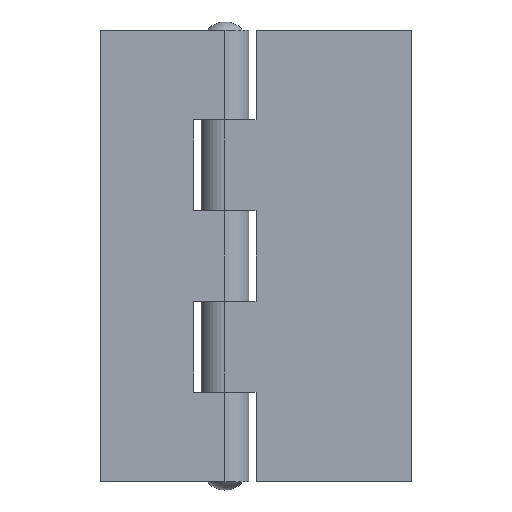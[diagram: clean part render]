
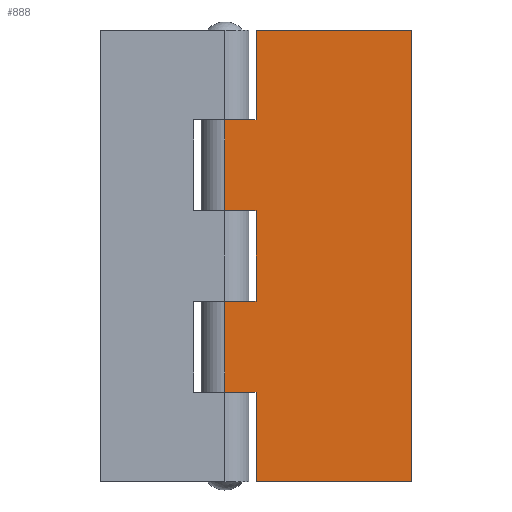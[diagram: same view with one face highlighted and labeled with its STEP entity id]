
A CAD part, front view. The second image highlights one B-rep face of the part: STEP entity #888.
In plain terms, the highlighted planar face has unit normal (0, -1, 0).
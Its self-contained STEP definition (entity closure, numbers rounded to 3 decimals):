
#780 = VERTEX_POINT ( 'NONE', #1213 ) ;
#781 = EDGE_CURVE ( 'NONE', #786, #780, #1212, .T. ) ;
#786 = VERTEX_POINT ( 'NONE', #1208 ) ;
#798 = EDGE_CURVE ( 'NONE', #800, #804, #1247, .T. ) ;
#800 = VERTEX_POINT ( 'NONE', #1237 ) ;
#804 = VERTEX_POINT ( 'NONE', #1289 ) ;
#867 = ORIENTED_EDGE ( 'NONE', *, *, #868, .T. ) ;
#868 = EDGE_CURVE ( 'NONE', #944, #869, #1385, .T. ) ;
#869 = VERTEX_POINT ( 'NONE', #1381 ) ;
#870 = ORIENTED_EDGE ( 'NONE', *, *, #882, .F. ) ;
#882 = EDGE_CURVE ( 'NONE', #971, #883, #1364, .T. ) ;
#883 = VERTEX_POINT ( 'NONE', #1360 ) ;
#885 = EDGE_CURVE ( 'NONE', #971, #886, #1421, .T. ) ;
#886 = VERTEX_POINT ( 'NONE', #1417 ) ;
#887 = EDGE_LOOP ( 'NONE', ( #889, #936, #945, #942, #867, #1717, #1719, #1720, #1723, #1725, #1716, #870 ) ) ;
#888 = ADVANCED_FACE ( 'NONE', ( #1416 ), #1415, .F. ) ;
#889 = ORIENTED_EDGE ( 'NONE', *, *, #885, .T. ) ;
#918 = EDGE_CURVE ( 'NONE', #919, #920, #1426, .T. ) ;
#919 = VERTEX_POINT ( 'NONE', #1482 ) ;
#920 = VERTEX_POINT ( 'NONE', #1481 ) ;
#936 = ORIENTED_EDGE ( 'NONE', *, *, #946, .T. ) ;
#942 = ORIENTED_EDGE ( 'NONE', *, *, #943, .T. ) ;
#943 = EDGE_CURVE ( 'NONE', #804, #944, #1515, .T. ) ;
#944 = VERTEX_POINT ( 'NONE', #1511 ) ;
#945 = ORIENTED_EDGE ( 'NONE', *, *, #798, .T. ) ;
#946 = EDGE_CURVE ( 'NONE', #886, #800, #1510, .T. ) ;
#971 = VERTEX_POINT ( 'NONE', #1522 ) ;
#1208 = CARTESIAN_POINT ( 'NONE',  ( 0., -4.25, -8.05 ) ) ;
#1209 = DIRECTION ( 'NONE',  ( 0., 0., -1. ) ) ;
#1210 = VECTOR ( 'NONE', #1209, 1000. ) ;
#1211 = CARTESIAN_POINT ( 'NONE',  ( 0., -4.25, 40. ) ) ;
#1212 = LINE ( 'NONE', #1211, #1210 ) ;
#1213 = CARTESIAN_POINT ( 'NONE',  ( 0., -4.25, -24.15 ) ) ;
#1237 = CARTESIAN_POINT ( 'NONE',  ( 0., -4.25, 24.15 ) ) ;
#1244 = DIRECTION ( 'NONE',  ( 0., 0., -1. ) ) ;
#1245 = VECTOR ( 'NONE', #1244, 1000. ) ;
#1246 = CARTESIAN_POINT ( 'NONE',  ( 0., -4.25, 40. ) ) ;
#1247 = LINE ( 'NONE', #1246, #1245 ) ;
#1289 = CARTESIAN_POINT ( 'NONE',  ( 0., -4.25, 8.05 ) ) ;
#1360 = CARTESIAN_POINT ( 'NONE',  ( 33., -4.25, 40. ) ) ;
#1361 = DIRECTION ( 'NONE',  ( 1., 0., 0. ) ) ;
#1362 = VECTOR ( 'NONE', #1361, 1000. ) ;
#1363 = CARTESIAN_POINT ( 'NONE',  ( 0., -4.25, 40. ) ) ;
#1364 = LINE ( 'NONE', #1363, #1362 ) ;
#1381 = CARTESIAN_POINT ( 'NONE',  ( 5.5, -4.25, -8.05 ) ) ;
#1382 = DIRECTION ( 'NONE',  ( 0., 0., -1. ) ) ;
#1383 = VECTOR ( 'NONE', #1382, 1000. ) ;
#1384 = CARTESIAN_POINT ( 'NONE',  ( 5.5, -4.25, 40. ) ) ;
#1385 = LINE ( 'NONE', #1384, #1383 ) ;
#1411 = DIRECTION ( 'NONE',  ( 0., 0., 1. ) ) ;
#1412 = DIRECTION ( 'NONE',  ( 0., 1., 0. ) ) ;
#1413 = CARTESIAN_POINT ( 'NONE',  ( 0., -4.25, 40. ) ) ;
#1414 = AXIS2_PLACEMENT_3D ( 'NONE', #1413, #1412, #1411 ) ;
#1415 = PLANE ( 'NONE',  #1414 ) ;
#1416 = FACE_OUTER_BOUND ( 'NONE', #887, .T. ) ;
#1417 = CARTESIAN_POINT ( 'NONE',  ( 5.5, -4.25, 24.15 ) ) ;
#1418 = DIRECTION ( 'NONE',  ( 0., 0., -1. ) ) ;
#1419 = VECTOR ( 'NONE', #1418, 1000. ) ;
#1420 = CARTESIAN_POINT ( 'NONE',  ( 5.5, -4.25, 40. ) ) ;
#1421 = LINE ( 'NONE', #1420, #1419 ) ;
#1426 = LINE ( 'NONE', #1485, #1484 ) ;
#1481 = CARTESIAN_POINT ( 'NONE',  ( 33., -4.25, -40. ) ) ;
#1482 = CARTESIAN_POINT ( 'NONE',  ( 5.5, -4.25, -40. ) ) ;
#1483 = DIRECTION ( 'NONE',  ( 1., 0., 0. ) ) ;
#1484 = VECTOR ( 'NONE', #1483, 1000. ) ;
#1485 = CARTESIAN_POINT ( 'NONE',  ( 0., -4.25, -40. ) ) ;
#1507 = DIRECTION ( 'NONE',  ( -1., 0., 0. ) ) ;
#1508 = VECTOR ( 'NONE', #1507, 1000. ) ;
#1509 = CARTESIAN_POINT ( 'NONE',  ( 0., -4.25, 24.15 ) ) ;
#1510 = LINE ( 'NONE', #1509, #1508 ) ;
#1511 = CARTESIAN_POINT ( 'NONE',  ( 5.5, -4.25, 8.05 ) ) ;
#1512 = DIRECTION ( 'NONE',  ( 1., 0., 0. ) ) ;
#1513 = VECTOR ( 'NONE', #1512, 1000. ) ;
#1514 = CARTESIAN_POINT ( 'NONE',  ( 0., -4.25, 8.05 ) ) ;
#1515 = LINE ( 'NONE', #1514, #1513 ) ;
#1522 = CARTESIAN_POINT ( 'NONE',  ( 5.5, -4.25, 40. ) ) ;
#1562 = DIRECTION ( 'NONE',  ( 0., 0., -1. ) ) ;
#1563 = VECTOR ( 'NONE', #1562, 1000. ) ;
#1564 = CARTESIAN_POINT ( 'NONE',  ( 5.5, -4.25, 40. ) ) ;
#1565 = LINE ( 'NONE', #1564, #1563 ) ;
#1566 = CARTESIAN_POINT ( 'NONE',  ( 5.5, -4.25, -24.15 ) ) ;
#1567 = DIRECTION ( 'NONE',  ( 1., 0., 0. ) ) ;
#1568 = VECTOR ( 'NONE', #1567, 1000. ) ;
#1569 = CARTESIAN_POINT ( 'NONE',  ( 0., -4.25, -24.15 ) ) ;
#1570 = LINE ( 'NONE', #1569, #1568 ) ;
#1571 = DIRECTION ( 'NONE',  ( -1., 0., 0. ) ) ;
#1572 = VECTOR ( 'NONE', #1571, 1000. ) ;
#1573 = CARTESIAN_POINT ( 'NONE',  ( 0., -4.25, -8.05 ) ) ;
#1574 = LINE ( 'NONE', #1573, #1572 ) ;
#1575 = DIRECTION ( 'NONE',  ( 0., 0., -1. ) ) ;
#1576 = VECTOR ( 'NONE', #1575, 1000. ) ;
#1577 = CARTESIAN_POINT ( 'NONE',  ( 33., -4.25, 40. ) ) ;
#1578 = LINE ( 'NONE', #1577, #1576 ) ;
#1715 = EDGE_CURVE ( 'NONE', #883, #920, #1578, .T. ) ;
#1716 = ORIENTED_EDGE ( 'NONE', *, *, #1715, .F. ) ;
#1717 = ORIENTED_EDGE ( 'NONE', *, *, #1718, .T. ) ;
#1718 = EDGE_CURVE ( 'NONE', #869, #786, #1574, .T. ) ;
#1719 = ORIENTED_EDGE ( 'NONE', *, *, #781, .T. ) ;
#1720 = ORIENTED_EDGE ( 'NONE', *, *, #1721, .T. ) ;
#1721 = EDGE_CURVE ( 'NONE', #780, #1722, #1570, .T. ) ;
#1722 = VERTEX_POINT ( 'NONE', #1566 ) ;
#1723 = ORIENTED_EDGE ( 'NONE', *, *, #1724, .T. ) ;
#1724 = EDGE_CURVE ( 'NONE', #1722, #919, #1565, .T. ) ;
#1725 = ORIENTED_EDGE ( 'NONE', *, *, #918, .T. ) ;
